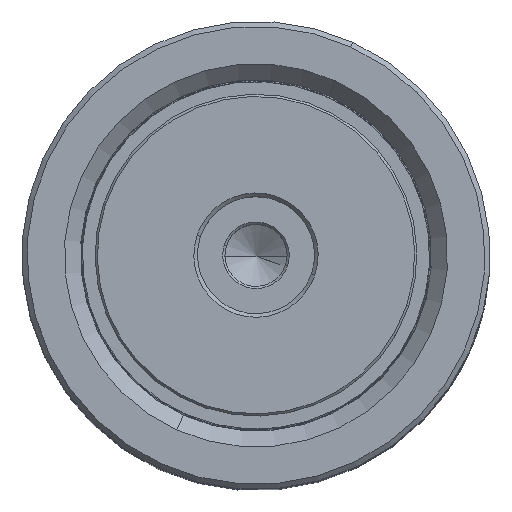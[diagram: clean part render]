
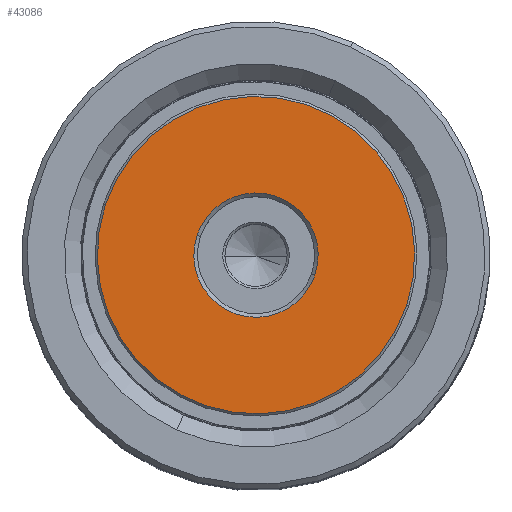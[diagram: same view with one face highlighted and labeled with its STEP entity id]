
A CAD part, top view. The second image highlights one B-rep face of the part: STEP entity #43086.
In plain terms, the highlighted face is planar.
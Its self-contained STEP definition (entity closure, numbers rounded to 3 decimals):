
#1094 = ORIENTED_EDGE ( 'NONE', *, *, #50668, .T. ) ;
#1510 = FACE_OUTER_BOUND ( 'NONE', #57730, .T. ) ;
#2283 = CARTESIAN_POINT ( 'NONE',  ( 0., 0., 0. ) ) ;
#2543 = CARTESIAN_POINT ( 'NONE',  ( 0., 0., 0. ) ) ;
#2641 = PLANE ( 'NONE',  #11102 ) ;
#6005 = CIRCLE ( 'NONE', #48764, 21.7 ) ;
#9837 = CARTESIAN_POINT ( 'NONE',  ( 0., 0., 0. ) ) ;
#10638 = VERTEX_POINT ( 'NONE', #52690 ) ;
#11102 = AXIS2_PLACEMENT_3D ( 'NONE', #38861, #11759, #47905 ) ;
#11759 = DIRECTION ( 'NONE',  ( 0., 0., 1. ) ) ;
#13182 = EDGE_CURVE ( 'NONE', #41388, #10638, #49860, .T. ) ;
#14981 = DIRECTION ( 'NONE',  ( 0., 0., 1. ) ) ;
#17440 = ORIENTED_EDGE ( 'NONE', *, *, #13182, .T. ) ;
#17983 = AXIS2_PLACEMENT_3D ( 'NONE', #50583, #14981, #41701 ) ;
#18488 = DIRECTION ( 'NONE',  ( 1., 0., 0. ) ) ;
#20670 = DIRECTION ( 'NONE',  ( 0., 0., 1. ) ) ;
#28220 = EDGE_CURVE ( 'NONE', #40975, #48063, #36539, .T. ) ;
#32923 = CARTESIAN_POINT ( 'NONE',  ( -21.7, 0., 0. ) ) ;
#33713 = DIRECTION ( 'NONE',  ( 0., 0., -1. ) ) ;
#34570 = DIRECTION ( 'NONE',  ( 1., 0., 0. ) ) ;
#35125 = ORIENTED_EDGE ( 'NONE', *, *, #54093, .T. ) ;
#36217 = CARTESIAN_POINT ( 'NONE',  ( 21.7, 0., 0. ) ) ;
#36347 = DIRECTION ( 'NONE',  ( 0., 0., -1. ) ) ;
#36539 = CIRCLE ( 'NONE', #52914, 21.7 ) ;
#38861 = CARTESIAN_POINT ( 'NONE',  ( 0., 0., 0. ) ) ;
#40975 = VERTEX_POINT ( 'NONE', #32923 ) ;
#41388 = VERTEX_POINT ( 'NONE', #47902 ) ;
#41701 = DIRECTION ( 'NONE',  ( 1., 0., 0. ) ) ;
#43086 = ADVANCED_FACE ( 'NONE', ( #1510, #43902 ), #2641, .F. ) ;
#43661 = ORIENTED_EDGE ( 'NONE', *, *, #28220, .T. ) ;
#43902 = FACE_BOUND ( 'NONE', #45432, .T. ) ;
#44164 = AXIS2_PLACEMENT_3D ( 'NONE', #2543, #20670, #34570 ) ;
#45432 = EDGE_LOOP ( 'NONE', ( #1094, #17440 ) ) ;
#47902 = CARTESIAN_POINT ( 'NONE',  ( 8.5, 0., 0. ) ) ;
#47905 = DIRECTION ( 'NONE',  ( 1., 0., 0. ) ) ;
#48063 = VERTEX_POINT ( 'NONE', #36217 ) ;
#48110 = DIRECTION ( 'NONE',  ( 1., 0., 0. ) ) ;
#48764 = AXIS2_PLACEMENT_3D ( 'NONE', #2283, #33713, #48110 ) ;
#49860 = CIRCLE ( 'NONE', #17983, 8.5 ) ;
#50583 = CARTESIAN_POINT ( 'NONE',  ( 0., 0., 0. ) ) ;
#50668 = EDGE_CURVE ( 'NONE', #10638, #41388, #55763, .T. ) ;
#52690 = CARTESIAN_POINT ( 'NONE',  ( -8.5, 0., 0. ) ) ;
#52914 = AXIS2_PLACEMENT_3D ( 'NONE', #9837, #36347, #18488 ) ;
#54093 = EDGE_CURVE ( 'NONE', #48063, #40975, #6005, .T. ) ;
#55763 = CIRCLE ( 'NONE', #44164, 8.5 ) ;
#57730 = EDGE_LOOP ( 'NONE', ( #35125, #43661 ) ) ;
